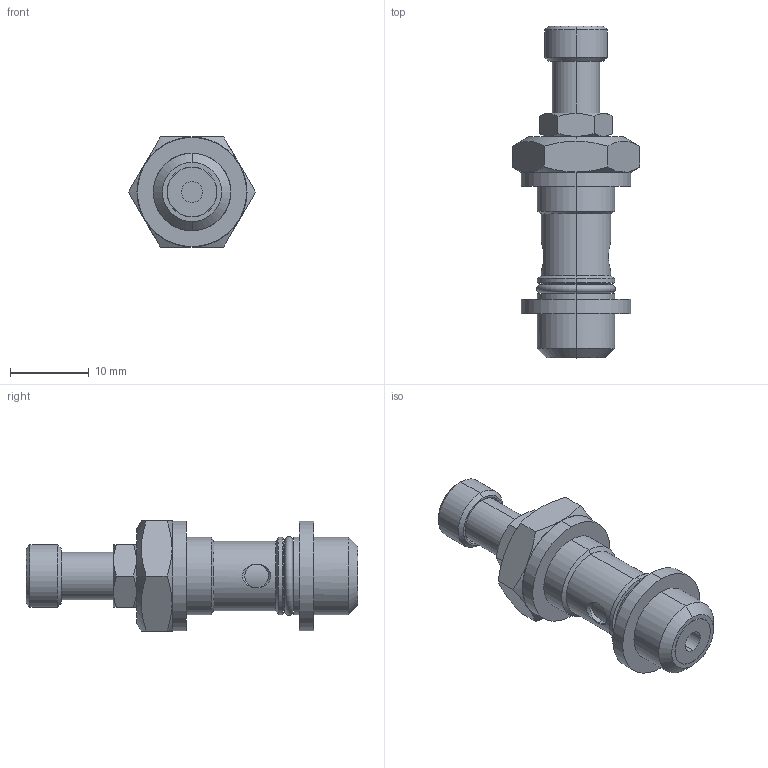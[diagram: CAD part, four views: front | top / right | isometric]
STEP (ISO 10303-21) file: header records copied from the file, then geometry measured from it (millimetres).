
FILE_DESCRIPTION (( 'STEP AP203' ), '1' );
FILE_NAME ('04060B01.STEP', '2010-04-27T09:13:52', ( '' ), ( 'sopra-pneumatic' ), 'SwSTEP 2.0', 'SolidWorks 2009', '' );
FILE_SCHEMA (( 'CONFIG_CONTROL_DESIGN' ));
Length unit declared in the file: millimetre
Products named in the file (1): 04060B01
Bounding box: 16.17 x 42.24 x 14 mm (x, y, z)
Volume: 3158.1 mm3; surface area: 2149.9 mm2
Topology: 1 solids, 2 shells, 106 faces, 242 edges, 147 vertices
Faces by surface type: cone 36, plane 34, cylinder 30, torus 6
Entity records: 3379 total; most frequent: CARTESIAN_POINT 944, DIRECTION 500, ORIENTED_EDGE 480, EDGE_CURVE 240, AXIS2_PLACEMENT_3D 203, VERTEX_POINT 147, EDGE_LOOP 121, ADVANCED_FACE 106
